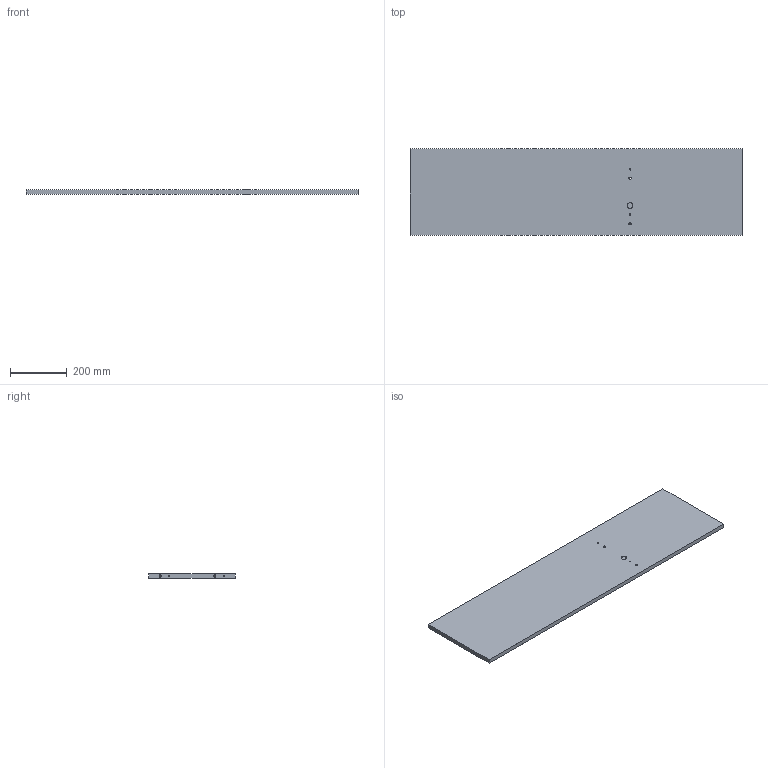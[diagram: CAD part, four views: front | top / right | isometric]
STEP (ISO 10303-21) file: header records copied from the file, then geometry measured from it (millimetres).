
FILE_DESCRIPTION(('STEP AP214'),'1');
FILE_NAME('03_Chapeu.step','2026-01-05T18:51:44',(' '),(' '),'Spatial InterOp 3D',' ',' ');
FILE_SCHEMA(('AUTOMOTIVE_DESIGN { 1 0 10303 214 1 1 1 1 }'));
Length unit declared in the file: millimetre
Products named in the file (1): TAMPO
Bounding box: 1170 x 304 x 15 mm (x, y, z)
Volume: 5327761.9 mm3; surface area: 794200.3 mm2
Topology: 2 solids, 2 shells, 34 faces, 67 edges, 46 vertices
Faces by surface type: plane 21, cylinder 13
Full cylindrical faces by diameter (mm): 4 x4, 5 x2, 8 x6, 20 x1
Entity records: 1096 total; most frequent: DIRECTION 148, CARTESIAN_POINT 128, ORIENTED_EDGE 100, EDGE_LOOP 64, AXIS2_PLACEMENT_3D 62, EDGE_CURVE 50, FACE_OUTER_BOUND 47, VERTEX_POINT 42
